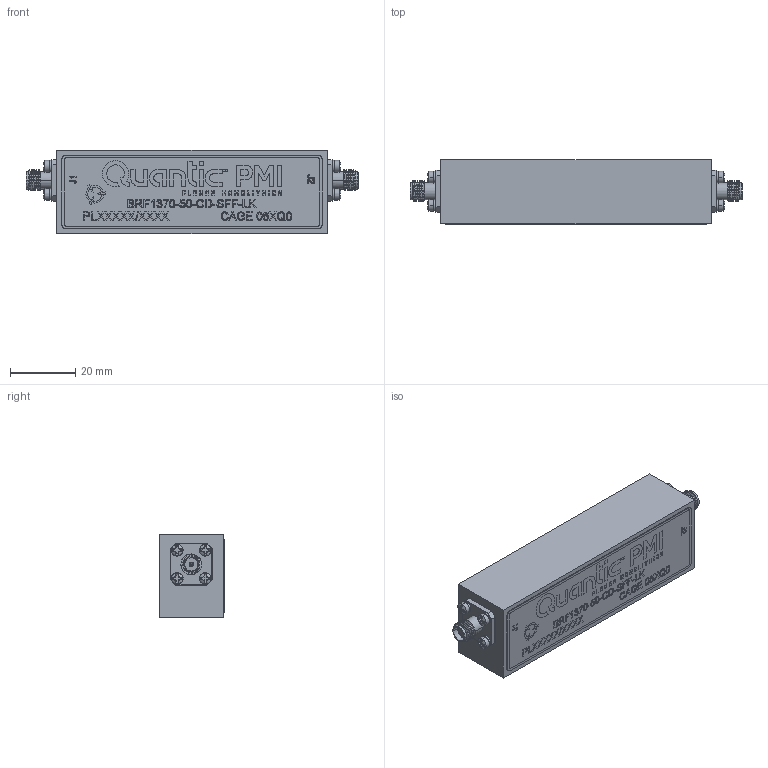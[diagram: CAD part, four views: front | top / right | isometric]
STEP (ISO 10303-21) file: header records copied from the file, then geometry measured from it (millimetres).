
FILE_DESCRIPTION (( 'STEP AP214' ), '1' );
FILE_NAME ('BRF1370-50-CD-SFF-LK.STEP', '2025-11-26T21:15:14', ( '' ), ( '' ), 'SwSTEP 2.0', 'SolidWorks 2024', '' );
FILE_SCHEMA (( 'AUTOMOTIVE_DESIGN' ));
Length unit declared in the file: millimetre
Products named in the file (1): BRF1370-50-CD-SFF-LK
Bounding box: 101.45 x 19.74 x 25.4 mm (x, y, z)
Volume: 42124.5 mm3; surface area: 14565.7 mm2
Topology: 28 solids, 28 shells, 713 faces, 2463 edges, 1917 vertices
Faces by surface type: plane 347, cylinder 182, torus 92, cone 72, sphere 16, bspline 4
Entity records: 35165 total; most frequent: CARTESIAN_POINT 10459, ORIENTED_EDGE 4894, DIRECTION 4045, EDGE_CURVE 2447, VERTEX_POINT 1917, AXIS2_PLACEMENT_3D 1442, LINE 1161, VECTOR 1161
